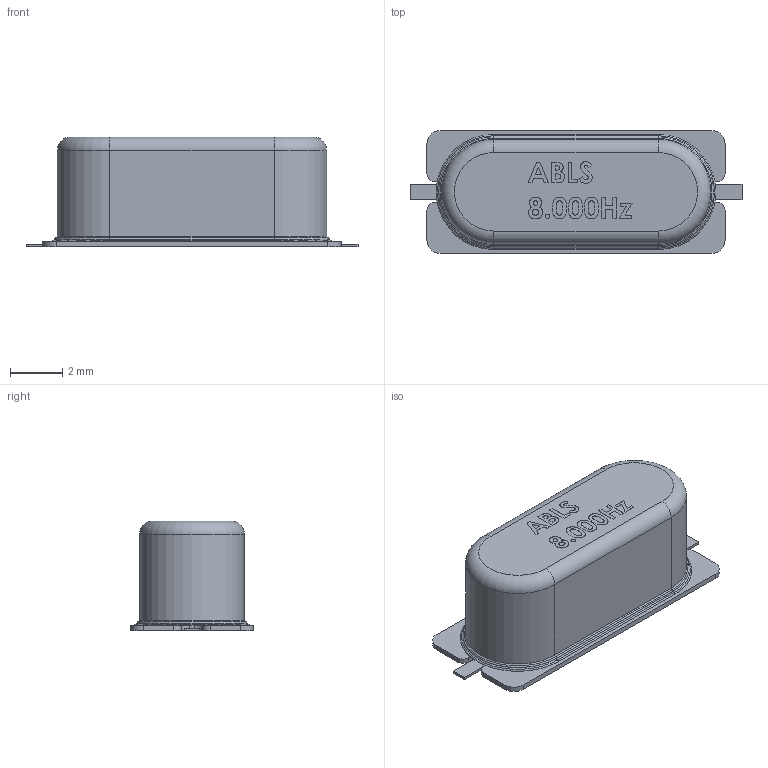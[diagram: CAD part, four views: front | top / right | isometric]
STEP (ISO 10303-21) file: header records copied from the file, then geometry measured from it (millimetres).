
FILE_DESCRIPTION(('FreeCAD Model'),'2;1');
FILE_NAME('ABLS_8_000MHZ_B2_T004_cp.step', '2019-06-03T14:41:56',('kicad StepUp'),('ksu MCAD'), 'Open CASCADE STEP processor 7.3','FreeCAD','Unknown');
FILE_SCHEMA(('AUTOMOTIVE_DESIGN { 1 0 10303 214 1 1 1 1 }'));
Length unit declared in the file: millimetre
Products named in the file (1): ABLS_8_000MHZ_B2_T004_cp
Bounding box: 12.7 x 4.7 x 4.21 mm (x, y, z)
Volume: 160.3 mm3; surface area: 294.4 mm2
Topology: 4 solids, 4 shells, 204 faces, 511 edges, 334 vertices
Faces by surface type: plane 97, bspline 73, cylinder 24, torus 10
Entity records: 11367 total; most frequent: CARTESIAN_POINT 5499, ORIENTED_EDGE 1022, DIRECTION 687, EDGE_CURVE 511, VERTEX_POINT 334, LINE 307, VECTOR 307, FACE_BOUND 223
